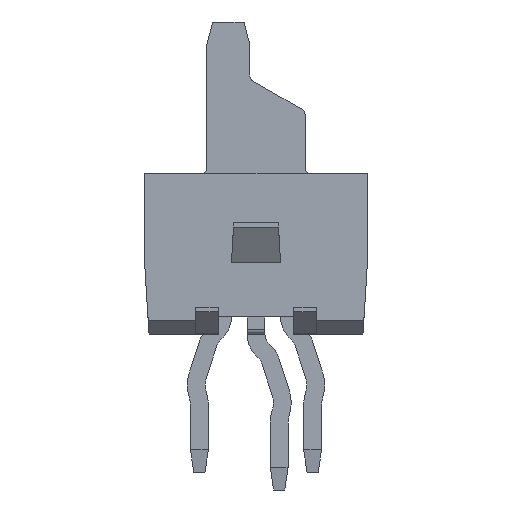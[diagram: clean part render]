
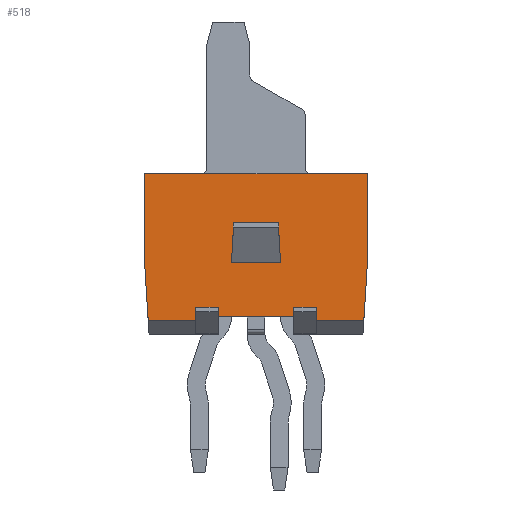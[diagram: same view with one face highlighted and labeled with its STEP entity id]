
A CAD part, left-side view. The second image highlights one B-rep face of the part: STEP entity #518.
In plain terms, the highlighted planar face has unit normal (-1, 0, 0).
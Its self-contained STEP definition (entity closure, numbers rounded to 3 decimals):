
#518 = ADVANCED_FACE( '', ( #1188, #1189 ), #1190, .F. );
#1188 = FACE_BOUND( '', #2020, .T. );
#1189 = FACE_OUTER_BOUND( '', #2021, .T. );
#1190 = PLANE( '', #2022 );
#2020 = EDGE_LOOP( '', ( #3651, #3652, #3653, #3654 ) );
#2021 = EDGE_LOOP( '', ( #3655, #3656, #3657, #3658, #3659, #3660, #3661, #3662, #3663, #3664, #3665, #3666, #3667, #3668 ) );
#2022 = AXIS2_PLACEMENT_3D( '', #3669, #3670, #3671 );
#3651 = ORIENTED_EDGE( '', *, *, #5142, .T. );
#3652 = ORIENTED_EDGE( '', *, *, #5670, .T. );
#3653 = ORIENTED_EDGE( '', *, *, #5704, .F. );
#3654 = ORIENTED_EDGE( '', *, *, #5705, .F. );
#3655 = ORIENTED_EDGE( '', *, *, #5207, .T. );
#3656 = ORIENTED_EDGE( '', *, *, #5420, .T. );
#3657 = ORIENTED_EDGE( '', *, *, #5500, .F. );
#3658 = ORIENTED_EDGE( '', *, *, #5339, .T. );
#3659 = ORIENTED_EDGE( '', *, *, #5706, .F. );
#3660 = ORIENTED_EDGE( '', *, *, #5454, .F. );
#3661 = ORIENTED_EDGE( '', *, *, #5373, .T. );
#3662 = ORIENTED_EDGE( '', *, *, #5707, .T. );
#3663 = ORIENTED_EDGE( '', *, *, #5257, .F. );
#3664 = ORIENTED_EDGE( '', *, *, #5708, .F. );
#3665 = ORIENTED_EDGE( '', *, *, #5709, .F. );
#3666 = ORIENTED_EDGE( '', *, *, #5710, .T. );
#3667 = ORIENTED_EDGE( '', *, *, #5609, .T. );
#3668 = ORIENTED_EDGE( '', *, *, #5430, .T. );
#3669 = CARTESIAN_POINT( '', ( -12.445, 2.5, 3.6 ) );
#3670 = DIRECTION( '', ( 1., 0., 0. ) );
#3671 = DIRECTION( '', ( 0., 0., -1. ) );
#5142 = EDGE_CURVE( '', #6257, #6258, #6259, .T. );
#5207 = EDGE_CURVE( '', #6375, #6373, #6376, .T. );
#5257 = EDGE_CURVE( '', #6459, #6461, #6462, .T. );
#5339 = EDGE_CURVE( '', #6616, #6614, #6617, .T. );
#5373 = EDGE_CURVE( '', #6672, #6669, #6673, .T. );
#5420 = EDGE_CURVE( '', #6373, #6750, #6753, .T. );
#5430 = EDGE_CURVE( '', #6769, #6375, #6770, .T. );
#5454 = EDGE_CURVE( '', #6672, #6803, #6806, .T. );
#5500 = EDGE_CURVE( '', #6616, #6750, #6878, .T. );
#5609 = EDGE_CURVE( '', #7038, #6769, #7039, .T. );
#5670 = EDGE_CURVE( '', #6258, #7125, #7126, .T. );
#5704 = EDGE_CURVE( '', #7177, #7125, #7178, .T. );
#5705 = EDGE_CURVE( '', #6257, #7177, #7179, .T. );
#5706 = EDGE_CURVE( '', #6803, #6614, #7180, .T. );
#5707 = EDGE_CURVE( '', #6669, #6461, #7181, .T. );
#5708 = EDGE_CURVE( '', #7182, #6459, #7183, .T. );
#5709 = EDGE_CURVE( '', #7184, #7182, #7185, .T. );
#5710 = EDGE_CURVE( '', #7184, #7038, #7186, .T. );
#6257 = VERTEX_POINT( '', #8113 );
#6258 = VERTEX_POINT( '', #8114 );
#6259 = LINE( '', #8115, #8116 );
#6373 = VERTEX_POINT( '', #8281 );
#6375 = VERTEX_POINT( '', #8284 );
#6376 = LINE( '', #8285, #8286 );
#6459 = VERTEX_POINT( '', #8408 );
#6461 = VERTEX_POINT( '', #8411 );
#6462 = LINE( '', #8412, #8413 );
#6614 = VERTEX_POINT( '', #8642 );
#6616 = VERTEX_POINT( '', #8645 );
#6617 = LINE( '', #8646, #8647 );
#6669 = VERTEX_POINT( '', #8725 );
#6672 = VERTEX_POINT( '', #8729 );
#6673 = LINE( '', #8730, #8731 );
#6750 = VERTEX_POINT( '', #8845 );
#6753 = LINE( '', #8849, #8850 );
#6769 = VERTEX_POINT( '', #8873 );
#6770 = LINE( '', #8874, #8875 );
#6803 = VERTEX_POINT( '', #8923 );
#6806 = LINE( '', #8928, #8929 );
#6878 = LINE( '', #9036, #9037 );
#7038 = VERTEX_POINT( '', #9276 );
#7039 = LINE( '', #9277, #9278 );
#7125 = VERTEX_POINT( '', #9404 );
#7126 = LINE( '', #9405, #9406 );
#7177 = VERTEX_POINT( '', #9482 );
#7178 = LINE( '', #9483, #9484 );
#7179 = LINE( '', #9485, #9486 );
#7180 = LINE( '', #9487, #9488 );
#7181 = LINE( '', #9489, #9490 );
#7182 = VERTEX_POINT( '', #9491 );
#7183 = LINE( '', #9492, #9493 );
#7184 = VERTEX_POINT( '', #9494 );
#7185 = LINE( '', #9495, #9496 );
#7186 = LINE( '', #9497, #9498 );
#8113 = CARTESIAN_POINT( '', ( -12.445, -0.5, 2.5 ) );
#8114 = CARTESIAN_POINT( '', ( -12.445, -0.55, 1.6 ) );
#8115 = CARTESIAN_POINT( '', ( -12.445, -0.5, 2.5 ) );
#8116 = VECTOR( '', #10284, 1000. );
#8281 = CARTESIAN_POINT( '', ( -12.445, 1.35, 0.6 ) );
#8284 = CARTESIAN_POINT( '', ( -12.445, 1.35, 0.3 ) );
#8285 = CARTESIAN_POINT( '', ( -12.445, 1.35, 0.3 ) );
#8286 = VECTOR( '', #10349, 1000. );
#8408 = CARTESIAN_POINT( '', ( -12.445, -2.5, 1.6 ) );
#8411 = CARTESIAN_POINT( '', ( -12.445, -2.419, 0.3 ) );
#8412 = CARTESIAN_POINT( '', ( -12.445, -2.605, 3.281 ) );
#8413 = VECTOR( '', #10390, 1000. );
#8642 = CARTESIAN_POINT( '', ( -12.445, -0.85, 0.4 ) );
#8645 = CARTESIAN_POINT( '', ( -12.445, 0.85, 0.4 ) );
#8646 = CARTESIAN_POINT( '', ( -12.445, 2.5, 0.4 ) );
#8647 = VECTOR( '', #10469, 1000. );
#8725 = CARTESIAN_POINT( '', ( -12.445, -1.35, 0.3 ) );
#8729 = CARTESIAN_POINT( '', ( -12.445, -1.35, 0.6 ) );
#8730 = CARTESIAN_POINT( '', ( -12.445, -1.35, 0.6 ) );
#8731 = VECTOR( '', #10497, 1000. );
#8845 = CARTESIAN_POINT( '', ( -12.445, 0.85, 0.6 ) );
#8849 = CARTESIAN_POINT( '', ( -12.445, 1.35, 0.6 ) );
#8850 = VECTOR( '', #10536, 1000. );
#8873 = CARTESIAN_POINT( '', ( -12.445, 2.419, 0.3 ) );
#8874 = CARTESIAN_POINT( '', ( -12.445, 2.5, 0.3 ) );
#8875 = VECTOR( '', #10544, 1000. );
#8923 = CARTESIAN_POINT( '', ( -12.445, -0.85, 0.6 ) );
#8928 = CARTESIAN_POINT( '', ( -12.445, -1.35, 0.6 ) );
#8929 = VECTOR( '', #10562, 1000. );
#9036 = CARTESIAN_POINT( '', ( -12.445, 0.85, 0.3 ) );
#9037 = VECTOR( '', #10598, 1000. );
#9276 = CARTESIAN_POINT( '', ( -12.445, 2.5, 1.6 ) );
#9277 = CARTESIAN_POINT( '', ( -12.445, 2.625, 3.592 ) );
#9278 = VECTOR( '', #10684, 1000. );
#9404 = CARTESIAN_POINT( '', ( -12.445, 0.55, 1.6 ) );
#9405 = CARTESIAN_POINT( '', ( -12.445, -0.55, 1.6 ) );
#9406 = VECTOR( '', #10737, 1000. );
#9482 = CARTESIAN_POINT( '', ( -12.445, 0.5, 2.5 ) );
#9483 = CARTESIAN_POINT( '', ( -12.445, 0.5, 2.5 ) );
#9484 = VECTOR( '', #10763, 1000. );
#9485 = CARTESIAN_POINT( '', ( -12.445, -0.55, 2.5 ) );
#9486 = VECTOR( '', #10764, 1000. );
#9487 = CARTESIAN_POINT( '', ( -12.445, -0.85, 0.6 ) );
#9488 = VECTOR( '', #10765, 1000. );
#9489 = CARTESIAN_POINT( '', ( -12.445, 2.5, 0.3 ) );
#9490 = VECTOR( '', #10766, 1000. );
#9491 = CARTESIAN_POINT( '', ( -12.445, -2.5, 3.6 ) );
#9492 = CARTESIAN_POINT( '', ( -12.445, -2.5, 3.6 ) );
#9493 = VECTOR( '', #10767, 1000. );
#9494 = CARTESIAN_POINT( '', ( -12.445, 2.5, 3.6 ) );
#9495 = CARTESIAN_POINT( '', ( -12.445, 2.5, 3.6 ) );
#9496 = VECTOR( '', #10768, 1000. );
#9497 = CARTESIAN_POINT( '', ( -12.445, 2.5, 3.6 ) );
#9498 = VECTOR( '', #10769, 1000. );
#10284 = DIRECTION( '', ( 0., -0.055, -0.998 ) );
#10349 = DIRECTION( '', ( 0., 0., 1. ) );
#10390 = DIRECTION( '', ( 0., 0.062, -0.998 ) );
#10469 = DIRECTION( '', ( 0., -1., 0. ) );
#10497 = DIRECTION( '', ( 0., 0., -1. ) );
#10536 = DIRECTION( '', ( 0., -1., 0. ) );
#10544 = DIRECTION( '', ( 0., -1., 0. ) );
#10562 = DIRECTION( '', ( 0., 1., 0. ) );
#10598 = DIRECTION( '', ( 0., 0., 1. ) );
#10684 = DIRECTION( '', ( 0., -0.062, -0.998 ) );
#10737 = DIRECTION( '', ( 0., 1., 0. ) );
#10763 = DIRECTION( '', ( 0., 0.055, -0.998 ) );
#10764 = DIRECTION( '', ( 0., 1., 0. ) );
#10765 = DIRECTION( '', ( 0., 0., -1. ) );
#10766 = DIRECTION( '', ( 0., -1., 0. ) );
#10767 = DIRECTION( '', ( 0., 0., -1. ) );
#10768 = DIRECTION( '', ( 0., -1., 0. ) );
#10769 = DIRECTION( '', ( 0., 0., -1. ) );
